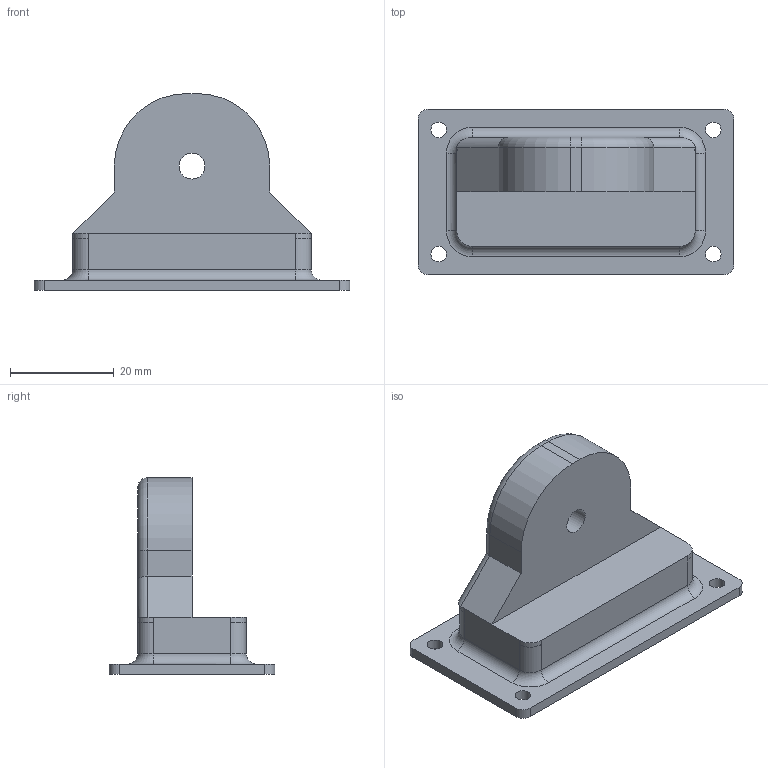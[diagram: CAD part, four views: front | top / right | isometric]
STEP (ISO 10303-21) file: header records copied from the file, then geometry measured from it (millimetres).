
FILE_DESCRIPTION(('FreeCAD Model'),'2;1');
FILE_NAME('Open CASCADE Shape Model','2025-08-15T15:26:41',(''),(''), 'Open CASCADE STEP processor 7.8','FreeCAD','Unknown');
FILE_SCHEMA(('AUTOMOTIVE_DESIGN { 1 0 10303 214 1 1 1 1 }'));
Length unit declared in the file: millimetre
Products named in the file (1): дЕРЖАТЕЛЬ
Bounding box: 61 x 32 x 38 mm (x, y, z)
Volume: 14633.8 mm3; surface area: 8382.2 mm2
Topology: 1 solids, 1 shells, 66 faces, 160 edges, 98 vertices
Faces by surface type: cylinder 31, plane 28, torus 6, bspline 1
Full cylindrical faces by diameter (mm): 3 x4, 5 x1
Entity records: 1963 total; most frequent: DIRECTION 356, CARTESIAN_POINT 334, ORIENTED_EDGE 320, EDGE_CURVE 160, AXIS2_PLACEMENT_3D 133, VERTEX_POINT 98, LINE 90, VECTOR 90
